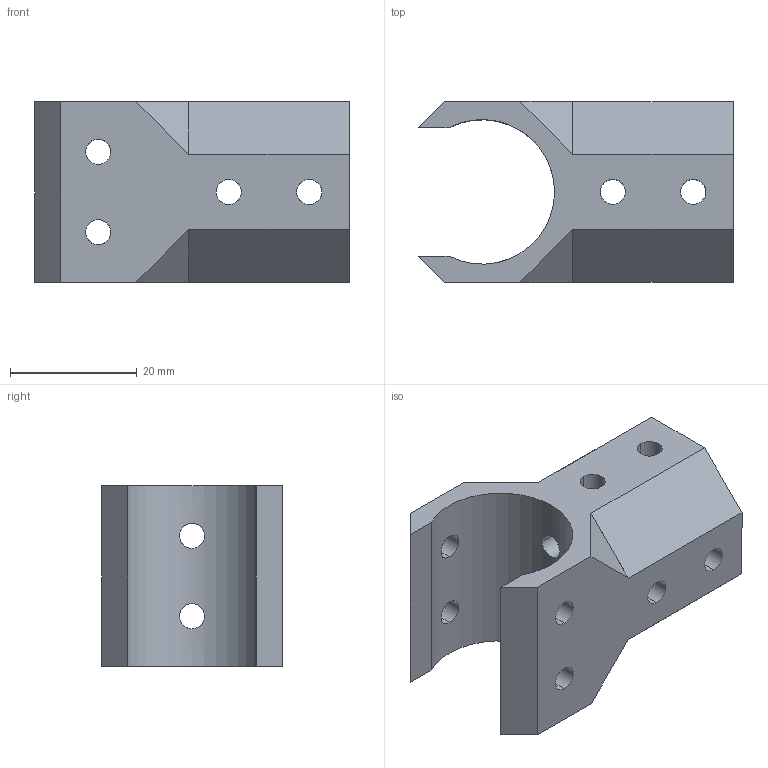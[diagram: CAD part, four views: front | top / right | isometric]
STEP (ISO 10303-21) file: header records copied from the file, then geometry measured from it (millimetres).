
FILE_DESCRIPTION (( 'STEP AP214' ), '1' );
FILE_NAME ('90 Degree End Join - No Clamp.STEP', '2021-04-13T21:35:29', ( '' ), ( '' ), 'SwSTEP 2.0', 'SolidWorks 2020', '' );
FILE_SCHEMA (( 'AUTOMOTIVE_DESIGN' ));
Length unit declared in the file: inch
Products named in the file (1): 90 Degree End Join - No Clamp
Bounding box: 49.73 x 28.57 x 28.57 mm (x, y, z)
Volume: 13296.1 mm3; surface area: 8656.4 mm2
Topology: 1 solids, 1 shells, 53 faces, 162 edges, 108 vertices
Faces by surface type: cylinder 31, plane 22
Entity records: 2618 total; most frequent: CARTESIAN_POINT 1108, ORIENTED_EDGE 324, DIRECTION 268, EDGE_CURVE 162, VERTEX_POINT 108, LINE 92, VECTOR 92, AXIS2_PLACEMENT_3D 88
